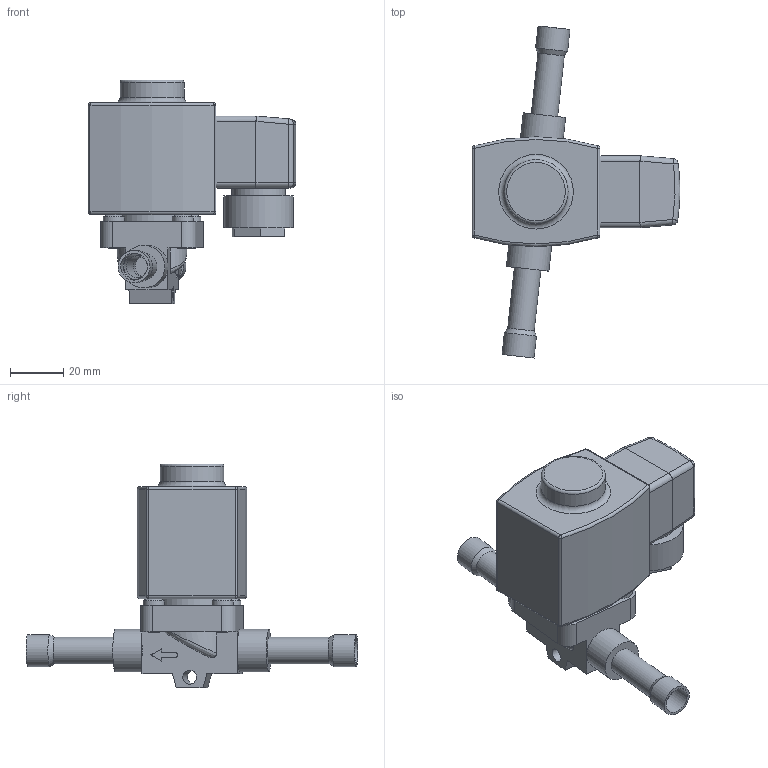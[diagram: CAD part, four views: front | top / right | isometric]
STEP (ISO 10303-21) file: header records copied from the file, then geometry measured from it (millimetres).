
FILE_DESCRIPTION(/* description */ (''),/* implementation_level */ '2;1');
FILE_NAME(/* name */ '032L1212R.stp',/* time_stamp */ '2022-08-15T16:59:31+03:00',/* author */ ('U403152'),/* organization */ (''),/* preprocessor_version */ 'ST-DEVELOPER v18.1',/* originating_system */ 'Autodesk Inventor 2020',/* authorisation */ '');
FILE_SCHEMA (('AUTOMOTIVE_DESIGN { 1 0 10303 214 3 1 1 }'));
Length unit declared in the file: millimetre
Products named in the file (1): Part1
Bounding box: 78 x 124.58 x 84 mm (x, y, z)
Volume: 135901.3 mm3; surface area: 32652.6 mm2
Topology: 1 solids, 11 shells, 257 faces, 650 edges, 438 vertices
Faces by surface type: plane 135, cylinder 87, sphere 16, torus 10, cone 6, bspline 3
Full cylindrical faces by diameter (mm): 4 x8, 4.5 x4, 5.2 x1, 8 x8, 10 x3, 10.1 x2, 11.6 x1, 12 x1, 12.1 x2, 12.7 x1, 13.1 x1, 13.2 x1, 16 x2, 18 x1, 20 x1, 24 x1, 26 x2
Entity records: 8222 total; most frequent: CARTESIAN_POINT 1699, DIRECTION 1421, ORIENTED_EDGE 1300, EDGE_CURVE 650, AXIS2_PLACEMENT_3D 529, VERTEX_POINT 438, LINE 363, VECTOR 363
